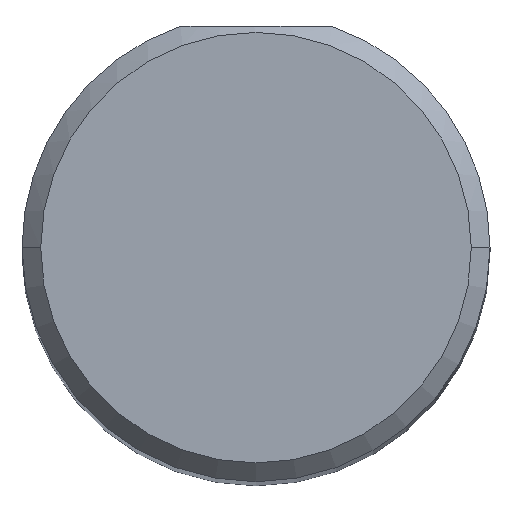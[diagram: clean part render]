
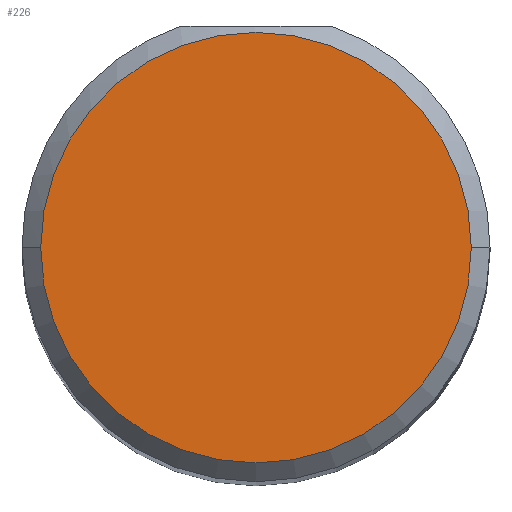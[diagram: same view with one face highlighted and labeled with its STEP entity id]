
A CAD part, top view. The second image highlights one B-rep face of the part: STEP entity #226.
In plain terms, the highlighted planar face has unit normal (0, 0, 1).
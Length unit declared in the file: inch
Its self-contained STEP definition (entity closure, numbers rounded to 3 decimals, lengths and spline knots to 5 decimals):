
#55 = VERTEX_POINT ( 'NONE', #402 ) ;
#71 = CARTESIAN_POINT ( 'NONE',  ( 0.75, 0., 2.5 ) ) ;
#73 = CARTESIAN_POINT ( 'NONE',  ( 0.75, 0., 2.5 ) ) ;
#90 = ORIENTED_EDGE ( 'NONE', *, *, #107, .F. ) ;
#107 = EDGE_CURVE ( 'NONE', #55, #390, #546, .T. ) ;
#135 = CARTESIAN_POINT ( 'NONE',  ( 0.75, 0., 2.5 ) ) ;
#136 = EDGE_CURVE ( 'NONE', #390, #55, #269, .T. ) ;
#184 = DIRECTION ( 'NONE',  ( 0., 0., 1. ) ) ;
#207 = DIRECTION ( 'NONE',  ( 0., 0., -1. ) ) ;
#226 = ADVANCED_FACE ( 'NONE', ( #443 ), #353, .T. ) ;
#240 = CARTESIAN_POINT ( 'NONE',  ( 0.5775, 0., 2.5 ) ) ;
#241 = DIRECTION ( 'NONE',  ( -1., 0., 0. ) ) ;
#251 = DIRECTION ( 'NONE',  ( -1., 0., 0. ) ) ;
#263 = ORIENTED_EDGE ( 'NONE', *, *, #136, .F. ) ;
#269 = CIRCLE ( 'NONE', #405, 0.1725 ) ;
#306 = AXIS2_PLACEMENT_3D ( 'NONE', #135, #184, #434 ) ;
#350 = EDGE_LOOP ( 'NONE', ( #90, #263 ) ) ;
#353 = PLANE ( 'NONE',  #306 ) ;
#370 = DIRECTION ( 'NONE',  ( 0., 0., -1. ) ) ;
#390 = VERTEX_POINT ( 'NONE', #240 ) ;
#402 = CARTESIAN_POINT ( 'NONE',  ( 0.9225, 0., 2.5 ) ) ;
#405 = AXIS2_PLACEMENT_3D ( 'NONE', #71, #207, #241 ) ;
#434 = DIRECTION ( 'NONE',  ( -1., 0., 0. ) ) ;
#443 = FACE_OUTER_BOUND ( 'NONE', #350, .T. ) ;
#472 = AXIS2_PLACEMENT_3D ( 'NONE', #73, #370, #251 ) ;
#546 = CIRCLE ( 'NONE', #472, 0.1725 ) ;
